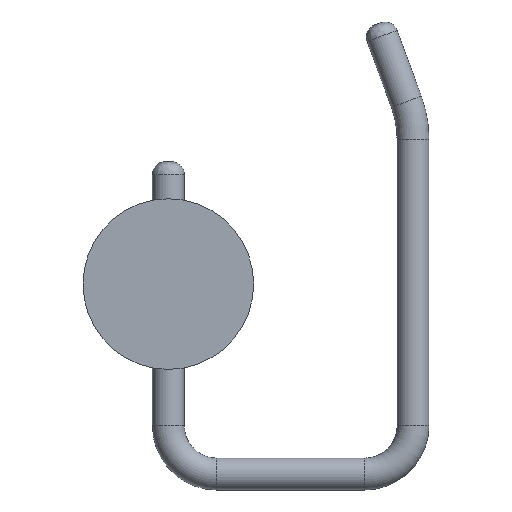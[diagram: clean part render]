
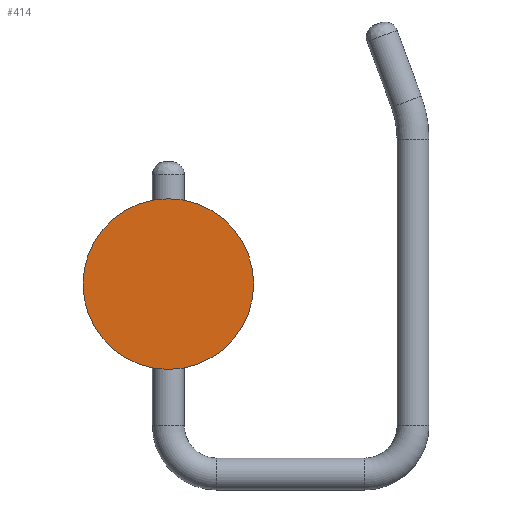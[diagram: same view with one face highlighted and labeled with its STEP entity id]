
A CAD part, left-side view. The second image highlights one B-rep face of the part: STEP entity #414.
In plain terms, the highlighted planar face has unit normal (-1, 0, 0).
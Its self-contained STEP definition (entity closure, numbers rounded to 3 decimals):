
#187=CARTESIAN_POINT('',(0.,0.,0.));
#188=DIRECTION('',(1.,0.,0.));
#189=DIRECTION('',(0.,0.,-1.));
#190=AXIS2_PLACEMENT_3D('',#187,#188,#189);
#192=CARTESIAN_POINT('',(0.,0.,0.));
#193=DIRECTION('',(1.,0.,0.));
#194=DIRECTION('',(0.,0.,1.));
#195=AXIS2_PLACEMENT_3D('',#192,#193,#194);
#197=CARTESIAN_POINT('',(0.,0.,-26.5));
#198=CARTESIAN_POINT('',(0.,0.,26.5));
#199=VERTEX_POINT('',#197);
#200=VERTEX_POINT('',#198);
#405=CARTESIAN_POINT('',(0.,0.,0.));
#406=DIRECTION('',(1.,0.,0.));
#407=DIRECTION('',(0.,0.,-1.));
#408=AXIS2_PLACEMENT_3D('',#405,#406,#407);
#409=PLANE('',#408);
#410=ORIENTED_EDGE('',*,*,#385,.T.);
#411=ORIENTED_EDGE('',*,*,#399,.T.);
#412=EDGE_LOOP('',(#410,#411));
#413=FACE_OUTER_BOUND('',#412,.F.);
#414=ADVANCED_FACE('',(#413),#409,.F.);
#191=CIRCLE('',#190,26.5);
#196=CIRCLE('',#195,26.5);
#385=EDGE_CURVE('',#199,#200,#191,.T.);
#399=EDGE_CURVE('',#200,#199,#196,.T.);
